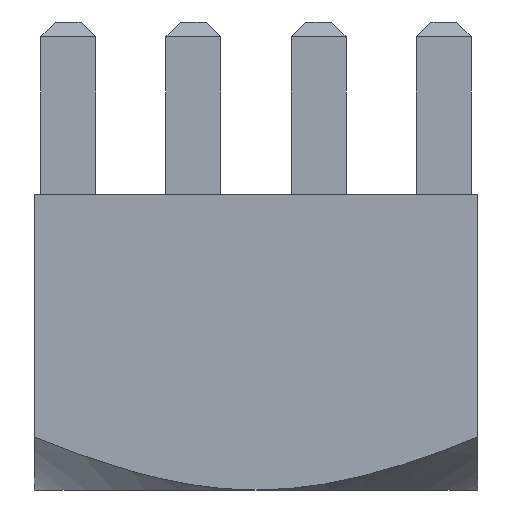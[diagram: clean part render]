
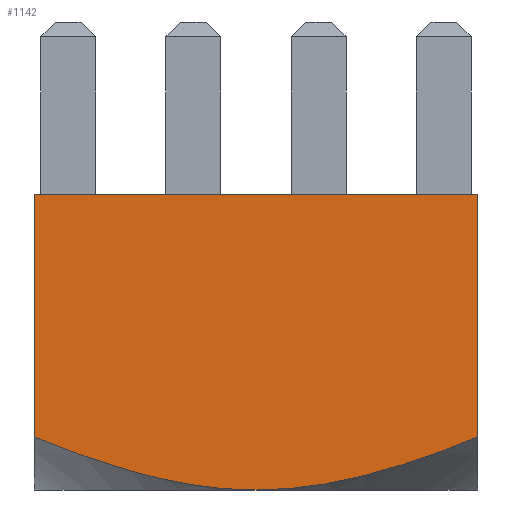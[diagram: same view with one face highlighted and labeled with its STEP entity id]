
A CAD part, front view. The second image highlights one B-rep face of the part: STEP entity #1142.
In plain terms, the highlighted planar face has unit normal (0, -1, 0).
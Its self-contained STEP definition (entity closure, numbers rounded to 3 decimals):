
#109 = VECTOR ( 'NONE', #3155, 1000. ) ;
#213 = FACE_OUTER_BOUND ( 'NONE', #1353, .T. ) ;
#215 = CARTESIAN_POINT ( 'NONE',  ( -4.5, -4.5, 6. ) ) ;
#216 = PLANE ( 'NONE',  #2499 ) ;
#218 = DIRECTION ( 'NONE',  ( 0., 1., 0. ) ) ;
#219 = DIRECTION ( 'NONE',  ( 0., 0., 1. ) ) ;
#274 = CARTESIAN_POINT ( 'NONE',  ( 4.5, -4.5, 1.076 ) ) ;
#281 = CARTESIAN_POINT ( 'NONE',  ( -4.5, -4.5, 1.076 ) ) ;
#309 = CARTESIAN_POINT ( 'NONE',  ( 0., -4.5, 0. ) ) ;
#451 = LINE ( 'NONE', #453, #2516 ) ;
#453 = CARTESIAN_POINT ( 'NONE',  ( -4.5, -4.5, 6. ) ) ;
#454 = DIRECTION ( 'NONE',  ( 1., 0., 0. ) ) ;
#1010 = CARTESIAN_POINT ( 'NONE',  ( 4.5, -4.5, 6. ) ) ;
#1025 = CARTESIAN_POINT ( 'NONE',  ( -4.5, -4.5, 6. ) ) ;
#1114 = EDGE_CURVE ( 'NONE', #2478, #1201, #3145, .T. ) ;
#1115 = EDGE_CURVE ( 'NONE', #1201, #1228, #2868, .T. ) ;
#1116 = EDGE_CURVE ( 'NONE', #1228, #1194, #2869, .T. ) ;
#1117 = EDGE_CURVE ( 'NONE', #2463, #1194, #3164, .T. ) ;
#1142 = ADVANCED_FACE ( 'NONE', ( #213 ), #216, .F. ) ;
#1194 = VERTEX_POINT ( 'NONE', #274 ) ;
#1201 = VERTEX_POINT ( 'NONE', #281 ) ;
#1228 = VERTEX_POINT ( 'NONE', #309 ) ;
#1353 = EDGE_LOOP ( 'NONE', ( #2401, #2400, #2399, #2398, #2397 ) ) ;
#1907 = EDGE_CURVE ( 'NONE', #2478, #2463, #451, .T. ) ;
#2397 = ORIENTED_EDGE ( 'NONE', *, *, #1907, .F. ) ;
#2398 = ORIENTED_EDGE ( 'NONE', *, *, #1117, .F. ) ;
#2399 = ORIENTED_EDGE ( 'NONE', *, *, #1116, .T. ) ;
#2400 = ORIENTED_EDGE ( 'NONE', *, *, #1115, .T. ) ;
#2401 = ORIENTED_EDGE ( 'NONE', *, *, #1114, .T. ) ;
#2463 = VERTEX_POINT ( 'NONE', #1010 ) ;
#2478 = VERTEX_POINT ( 'NONE', #1025 ) ;
#2499 = AXIS2_PLACEMENT_3D ( 'NONE', #215, #218, #219 ) ;
#2516 = VECTOR ( 'NONE', #454, 1000. ) ;
#2868 = B_SPLINE_CURVE_WITH_KNOTS ( 'NONE', 3,
 ( #3153, #3144, #3158, #3159, #3160, #3161, #3162, #3163 ),
 .UNSPECIFIED., .F., .F.,
 ( 4, 2, 2, 4 ),
 ( 0.005, 0.007, 0.008, 0.01 ),
 .UNSPECIFIED. ) ;
#2869 = B_SPLINE_CURVE_WITH_KNOTS ( 'NONE', 3,
 ( #3146, #3156, #3166, #3167, #3168, #3169, #3170, #3171 ),
 .UNSPECIFIED., .F., .F.,
 ( 4, 2, 2, 4 ),
 ( 0.01, 0.012, 0.013, 0.014 ),
 .UNSPECIFIED. ) ;
#3144 = CARTESIAN_POINT ( 'NONE',  ( -3.782, -4.5, 0.783 ) ) ;
#3145 = LINE ( 'NONE', #3154, #109 ) ;
#3146 = CARTESIAN_POINT ( 'NONE',  ( 0., -4.5, 0. ) ) ;
#3153 = CARTESIAN_POINT ( 'NONE',  ( -4.5, -4.5, 1.076 ) ) ;
#3154 = CARTESIAN_POINT ( 'NONE',  ( -4.5, -4.5, 6. ) ) ;
#3155 = DIRECTION ( 'NONE',  ( 0., 0., -1. ) ) ;
#3156 = CARTESIAN_POINT ( 'NONE',  ( 0.781, -4.5, 0. ) ) ;
#3158 = CARTESIAN_POINT ( 'NONE',  ( -3.047, -4.5, 0.516 ) ) ;
#3159 = CARTESIAN_POINT ( 'NONE',  ( -1.925, -4.5, 0.221 ) ) ;
#3160 = CARTESIAN_POINT ( 'NONE',  ( -1.547, -4.5, 0.141 ) ) ;
#3161 = CARTESIAN_POINT ( 'NONE',  ( -0.78, -4.5, 0.03 ) ) ;
#3162 = CARTESIAN_POINT ( 'NONE',  ( -0.387, -4.5, 0. ) ) ;
#3163 = CARTESIAN_POINT ( 'NONE',  ( 0., -4.5, 0. ) ) ;
#3164 = LINE ( 'NONE', #3173, #3217 ) ;
#3166 = CARTESIAN_POINT ( 'NONE',  ( 1.543, -4.5, 0.121 ) ) ;
#3167 = CARTESIAN_POINT ( 'NONE',  ( 2.667, -4.5, 0.416 ) ) ;
#3168 = CARTESIAN_POINT ( 'NONE',  ( 3.04, -4.5, 0.533 ) ) ;
#3169 = CARTESIAN_POINT ( 'NONE',  ( 3.777, -4.5, 0.79 ) ) ;
#3170 = CARTESIAN_POINT ( 'NONE',  ( 4.14, -4.5, 0.929 ) ) ;
#3171 = CARTESIAN_POINT ( 'NONE',  ( 4.5, -4.5, 1.076 ) ) ;
#3173 = CARTESIAN_POINT ( 'NONE',  ( 4.5, -4.5, 6. ) ) ;
#3174 = DIRECTION ( 'NONE',  ( 0., 0., -1. ) ) ;
#3217 = VECTOR ( 'NONE', #3174, 1000. ) ;
